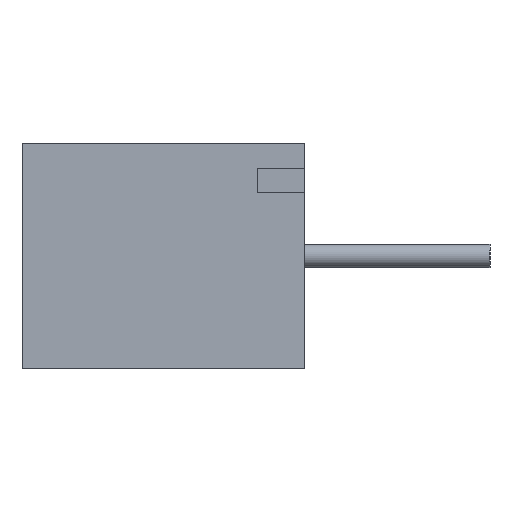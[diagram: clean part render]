
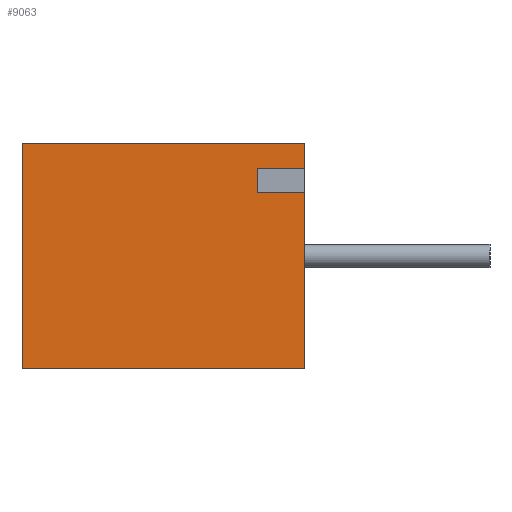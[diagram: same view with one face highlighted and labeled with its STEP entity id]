
A CAD part, left-side view. The second image highlights one B-rep face of the part: STEP entity #9063.
In plain terms, the highlighted planar face has unit normal (-1, 0, 0).
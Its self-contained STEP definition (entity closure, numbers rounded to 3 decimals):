
#1149 = VECTOR ( 'NONE', #5330, 1000. ) ;
#1392 = VECTOR ( 'NONE', #4797, 1000. ) ;
#1393 = VECTOR ( 'NONE', #4800, 1000. ) ;
#1394 = VECTOR ( 'NONE', #4803, 1000. ) ;
#1395 = VECTOR ( 'NONE', #4806, 1000. ) ;
#1396 = VECTOR ( 'NONE', #4809, 1000. ) ;
#1397 = VECTOR ( 'NONE', #4812, 1000. ) ;
#1398 = VECTOR ( 'NONE', #4815, 1000. ) ;
#1815 = EDGE_CURVE ( 'NONE', #9485, #9486, #5328, .T. ) ;
#2365 = ORIENTED_EDGE ( 'NONE', *, *, #8807, .T. ) ;
#2366 = ORIENTED_EDGE ( 'NONE', *, *, #8808, .F. ) ;
#2367 = ORIENTED_EDGE ( 'NONE', *, *, #8806, .F. ) ;
#2368 = ORIENTED_EDGE ( 'NONE', *, *, #8810, .T. ) ;
#2369 = ORIENTED_EDGE ( 'NONE', *, *, #8809, .T. ) ;
#2370 = ORIENTED_EDGE ( 'NONE', *, *, #8811, .F. ) ;
#2371 = ORIENTED_EDGE ( 'NONE', *, *, #8812, .F. ) ;
#2372 = ORIENTED_EDGE ( 'NONE', *, *, #1815, .T. ) ;
#4795 = LINE ( 'NONE', #4796, #1392 ) ;
#4796 = CARTESIAN_POINT ( 'NONE',  ( -10.02, -3.05, -6.208 ) ) ;
#4797 = DIRECTION ( 'NONE',  ( 0., 0., -1. ) ) ;
#4798 = LINE ( 'NONE', #4799, #1393 ) ;
#4799 = CARTESIAN_POINT ( 'NONE',  ( -10.02, -6.208, 1.88 ) ) ;
#4800 = DIRECTION ( 'NONE',  ( 0., -1., 0. ) ) ;
#4801 = LINE ( 'NONE', #4802, #1394 ) ;
#4802 = CARTESIAN_POINT ( 'NONE',  ( -10.02, 0., 2.43 ) ) ;
#4803 = DIRECTION ( 'NONE',  ( 0., -1., 0. ) ) ;
#4804 = LINE ( 'NONE', #4805, #1395 ) ;
#4805 = CARTESIAN_POINT ( 'NONE',  ( -10.02, 3.05, -6.208 ) ) ;
#4806 = DIRECTION ( 'NONE',  ( 0., 0., -1. ) ) ;
#4807 = LINE ( 'NONE', #4808, #1396 ) ;
#4808 = CARTESIAN_POINT ( 'NONE',  ( -10.02, 0., -2.43 ) ) ;
#4809 = DIRECTION ( 'NONE',  ( 0., -1., 0. ) ) ;
#4810 = LINE ( 'NONE', #4811, #1397 ) ;
#4811 = CARTESIAN_POINT ( 'NONE',  ( -10.02, -3.05, -6.208 ) ) ;
#4812 = DIRECTION ( 'NONE',  ( 0., 0., -1. ) ) ;
#4813 = LINE ( 'NONE', #4814, #1398 ) ;
#4814 = CARTESIAN_POINT ( 'NONE',  ( -10.02, -6.208, 1.38 ) ) ;
#4815 = DIRECTION ( 'NONE',  ( 0., -1., 0. ) ) ;
#5328 = LINE ( 'NONE', #5329, #1149 ) ;
#5329 = CARTESIAN_POINT ( 'NONE',  ( -10.02, -2.03, 0. ) ) ;
#5330 = DIRECTION ( 'NONE',  ( 0., 0., 1. ) ) ;
#8806 = EDGE_CURVE ( 'NONE', #9415, #9419, #4795, .T. ) ;
#8807 = EDGE_CURVE ( 'NONE', #9486, #9419, #4798, .T. ) ;
#8808 = EDGE_CURVE ( 'NONE', #9409, #9415, #4801, .T. ) ;
#8809 = EDGE_CURVE ( 'NONE', #9409, #9410, #4804, .T. ) ;
#8810 = EDGE_CURVE ( 'NONE', #9410, #9416, #4807, .T. ) ;
#8811 = EDGE_CURVE ( 'NONE', #9404, #9416, #4810, .T. ) ;
#8812 = EDGE_CURVE ( 'NONE', #9485, #9404, #4813, .T. ) ;
#9063 = ADVANCED_FACE ( 'NONE', ( #12518 ), #12116, .F. ) ;
#9186 = EDGE_LOOP ( 'NONE', ( #2365, #2367, #2366, #2369, #2368, #2370, #2371, #2372 ) ) ;
#9404 = VERTEX_POINT ( 'NONE', #12918 ) ;
#9409 = VERTEX_POINT ( 'NONE', #12923 ) ;
#9410 = VERTEX_POINT ( 'NONE', #12924 ) ;
#9415 = VERTEX_POINT ( 'NONE', #12929 ) ;
#9416 = VERTEX_POINT ( 'NONE', #12930 ) ;
#9419 = VERTEX_POINT ( 'NONE', #12933 ) ;
#9485 = VERTEX_POINT ( 'NONE', #12999 ) ;
#9486 = VERTEX_POINT ( 'NONE', #13000 ) ;
#12116 = PLANE ( 'NONE',  #12556 ) ;
#12117 = CARTESIAN_POINT ( 'NONE',  ( -10.02, 0., -6.208 ) ) ;
#12118 = DIRECTION ( 'NONE',  ( 1., 0., 0. ) ) ;
#12119 = DIRECTION ( 'NONE',  ( 0., 0., -1. ) ) ;
#12518 = FACE_OUTER_BOUND ( 'NONE', #9186, .T. ) ;
#12556 = AXIS2_PLACEMENT_3D ( 'NONE', #12117, #12118, #12119 ) ;
#12918 = CARTESIAN_POINT ( 'NONE',  ( -10.02, -3.05, 1.38 ) ) ;
#12923 = CARTESIAN_POINT ( 'NONE',  ( -10.02, 3.05, 2.43 ) ) ;
#12924 = CARTESIAN_POINT ( 'NONE',  ( -10.02, 3.05, -2.43 ) ) ;
#12929 = CARTESIAN_POINT ( 'NONE',  ( -10.02, -3.05, 2.43 ) ) ;
#12930 = CARTESIAN_POINT ( 'NONE',  ( -10.02, -3.05, -2.43 ) ) ;
#12933 = CARTESIAN_POINT ( 'NONE',  ( -10.02, -3.05, 1.88 ) ) ;
#12999 = CARTESIAN_POINT ( 'NONE',  ( -10.02, -2.03, 1.38 ) ) ;
#13000 = CARTESIAN_POINT ( 'NONE',  ( -10.02, -2.03, 1.88 ) ) ;
